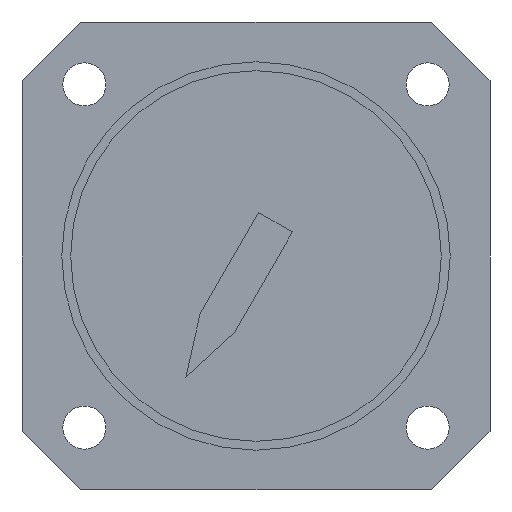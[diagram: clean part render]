
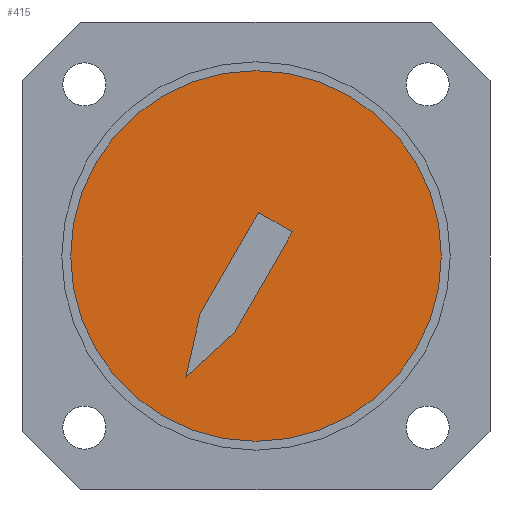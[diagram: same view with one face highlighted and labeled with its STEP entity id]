
A CAD part, front view. The second image highlights one B-rep face of the part: STEP entity #415.
In plain terms, the highlighted planar face has unit normal (0, -1, 0).
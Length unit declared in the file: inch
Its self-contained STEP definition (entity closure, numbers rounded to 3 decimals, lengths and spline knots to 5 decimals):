
#415=ADVANCED_FACE('',(#817),#818,.F.);
#817=FACE_OUTER_BOUND('',#1371,.T.);
#818=PLANE('',#1372);
#1371=EDGE_LOOP('',(#2153));
#1372=AXIS2_PLACEMENT_3D('',#2154,#2155,#2156);
#2153=ORIENTED_EDGE('',*,*,#3211,.F.);
#2154=CARTESIAN_POINT('',(-1.09624,-2.8469,1.40065));
#2155=DIRECTION('',(-0.0,1.0,0.0));
#2156=DIRECTION('',(1.0,0.0,0.0));
#3211=EDGE_CURVE('',#3646,#3646,#3647,.T.);
#3646=VERTEX_POINT('',#4287);
#3647=CIRCLE('',#4288,0.594);
#4287=CARTESIAN_POINT('',(-0.50224,-2.8469,1.40065));
#4288=AXIS2_PLACEMENT_3D('',#5053,#5054,#5055);
#5053=CARTESIAN_POINT('',(-1.09624,-2.8469,1.40065));
#5054=DIRECTION('',(-0.0,1.0,0.0));
#5055=DIRECTION('',(1.0,0.0,0.0));
